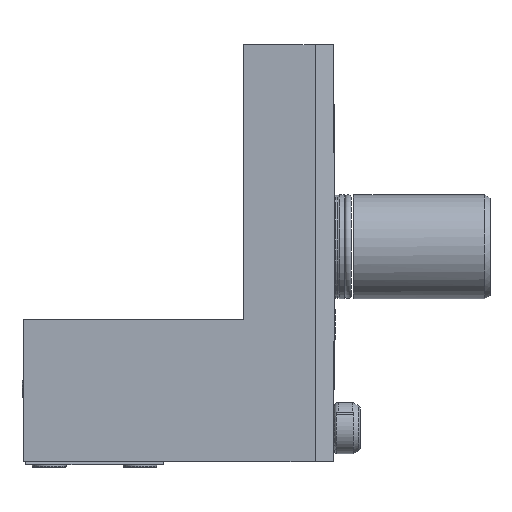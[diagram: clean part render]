
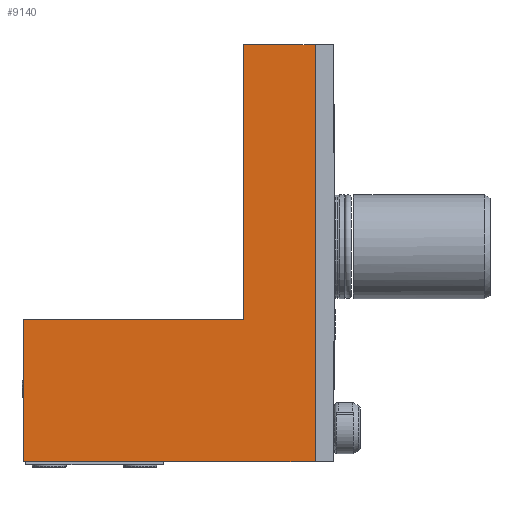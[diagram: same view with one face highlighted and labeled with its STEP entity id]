
A CAD part, left-side view. The second image highlights one B-rep face of the part: STEP entity #9140.
In plain terms, the highlighted planar face has unit normal (-1, 0, 0).
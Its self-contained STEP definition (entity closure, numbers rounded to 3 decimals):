
#14 = EDGE_CURVE ( 'NONE', #2836, #7831, #6523, .T. ) ;
#154 = DIRECTION ( 'NONE',  ( 0., 0., 1. ) ) ;
#246 = CARTESIAN_POINT ( 'NONE',  ( -43., 120., -28. ) ) ;
#275 = VECTOR ( 'NONE', #4090, 1000. ) ;
#840 = LINE ( 'NONE', #6802, #5792 ) ;
#936 = CARTESIAN_POINT ( 'NONE',  ( -43., 35., 78. ) ) ;
#978 = VECTOR ( 'NONE', #3049, 1000. ) ;
#1005 = VERTEX_POINT ( 'NONE', #6550 ) ;
#1177 = CARTESIAN_POINT ( 'NONE',  ( -43., 120., -28. ) ) ;
#1659 = LINE ( 'NONE', #3678, #8301 ) ;
#1907 = ORIENTED_EDGE ( 'NONE', *, *, #6335, .F. ) ;
#1963 = EDGE_CURVE ( 'NONE', #7831, #8504, #840, .T. ) ;
#2222 = AXIS2_PLACEMENT_3D ( 'NONE', #7486, #3128, #8226 ) ;
#2396 = LINE ( 'NONE', #7388, #6059 ) ;
#2836 = VERTEX_POINT ( 'NONE', #8472 ) ;
#2860 = EDGE_CURVE ( 'NONE', #6272, #1005, #8626, .T. ) ;
#3049 = DIRECTION ( 'NONE',  ( 0., 0., 1. ) ) ;
#3059 = PLANE ( 'NONE',  #2222 ) ;
#3128 = DIRECTION ( 'NONE',  ( 1., 0., 0. ) ) ;
#3202 = VERTEX_POINT ( 'NONE', #936 ) ;
#3678 = CARTESIAN_POINT ( 'NONE',  ( -43., 35., 78. ) ) ;
#3679 = DIRECTION ( 'NONE',  ( 0., 1., 0. ) ) ;
#4090 = DIRECTION ( 'NONE',  ( 0., 0., 1. ) ) ;
#4124 = CARTESIAN_POINT ( 'NONE',  ( -43., 7.464, 0. ) ) ;
#4421 = DIRECTION ( 'NONE',  ( 0., -1., 0. ) ) ;
#4965 = CARTESIAN_POINT ( 'NONE',  ( -43., 35., -28. ) ) ;
#5119 = ORIENTED_EDGE ( 'NONE', *, *, #2860, .T. ) ;
#5366 = EDGE_CURVE ( 'NONE', #3202, #1005, #1659, .T. ) ;
#5792 = VECTOR ( 'NONE', #8246, 1000. ) ;
#6059 = VECTOR ( 'NONE', #3679, 1000. ) ;
#6215 = EDGE_LOOP ( 'NONE', ( #1907, #5119, #9070, #7431, #8665, #8627 ) ) ;
#6272 = VERTEX_POINT ( 'NONE', #8027 ) ;
#6335 = EDGE_CURVE ( 'NONE', #6272, #2836, #2396, .T. ) ;
#6410 = VECTOR ( 'NONE', #154, 1000. ) ;
#6523 = LINE ( 'NONE', #246, #6410 ) ;
#6550 = CARTESIAN_POINT ( 'NONE',  ( -43., 7.464, 78. ) ) ;
#6676 = CARTESIAN_POINT ( 'NONE',  ( -43., 35., -28. ) ) ;
#6802 = CARTESIAN_POINT ( 'NONE',  ( -43., 35., -28. ) ) ;
#6830 = LINE ( 'NONE', #6676, #978 ) ;
#6897 = EDGE_CURVE ( 'NONE', #8504, #3202, #6830, .T. ) ;
#7380 = FACE_OUTER_BOUND ( 'NONE', #6215, .T. ) ;
#7388 = CARTESIAN_POINT ( 'NONE',  ( -43., 0., -83. ) ) ;
#7431 = ORIENTED_EDGE ( 'NONE', *, *, #6897, .F. ) ;
#7486 = CARTESIAN_POINT ( 'NONE',  ( -43., 0., 0. ) ) ;
#7831 = VERTEX_POINT ( 'NONE', #1177 ) ;
#8027 = CARTESIAN_POINT ( 'NONE',  ( -43., 7.464, -83. ) ) ;
#8226 = DIRECTION ( 'NONE',  ( 0., 0., -1. ) ) ;
#8246 = DIRECTION ( 'NONE',  ( 0., -1., 0. ) ) ;
#8301 = VECTOR ( 'NONE', #4421, 1000. ) ;
#8472 = CARTESIAN_POINT ( 'NONE',  ( -43., 120., -83. ) ) ;
#8504 = VERTEX_POINT ( 'NONE', #4965 ) ;
#8626 = LINE ( 'NONE', #4124, #275 ) ;
#8627 = ORIENTED_EDGE ( 'NONE', *, *, #14, .F. ) ;
#8665 = ORIENTED_EDGE ( 'NONE', *, *, #1963, .F. ) ;
#9070 = ORIENTED_EDGE ( 'NONE', *, *, #5366, .F. ) ;
#9140 = ADVANCED_FACE ( 'NONE', ( #7380 ), #3059, .F. ) ;
